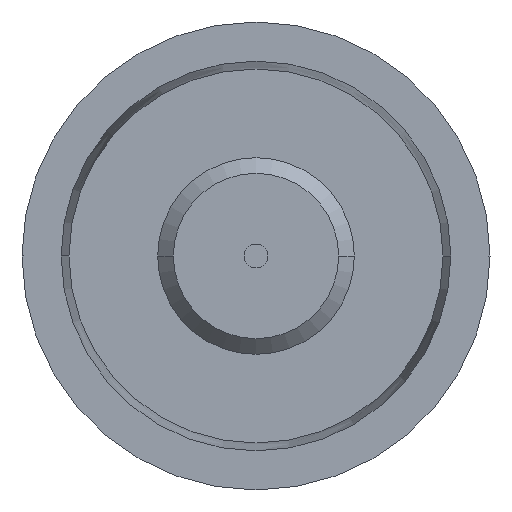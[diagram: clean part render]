
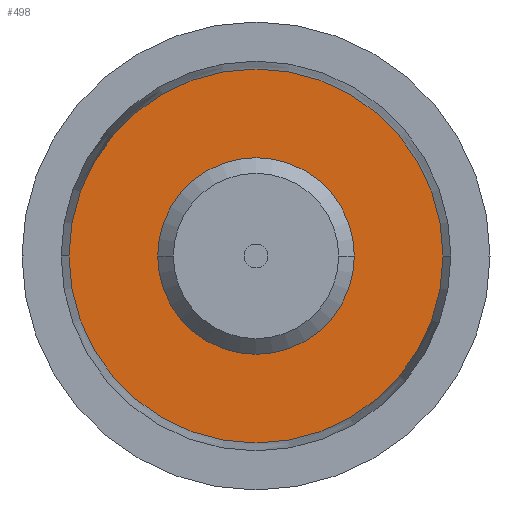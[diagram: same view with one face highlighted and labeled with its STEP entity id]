
A CAD part, front view. The second image highlights one B-rep face of the part: STEP entity #498.
In plain terms, the highlighted planar face has unit normal (0, -1, 0).
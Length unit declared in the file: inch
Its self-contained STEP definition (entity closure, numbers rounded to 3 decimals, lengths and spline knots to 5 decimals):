
#26 = EDGE_CURVE ( 'NONE', #323, #970, #178, .T. ) ;
#46 = EDGE_LOOP ( 'NONE', ( #886, #280 ) ) ;
#53 = CARTESIAN_POINT ( 'NONE',  ( 0.10433, 0., 0. ) ) ;
#76 = CIRCLE ( 'NONE', #717, 0.23601 ) ;
#95 = AXIS2_PLACEMENT_3D ( 'NONE', #403, #116, #770 ) ;
#116 = DIRECTION ( 'NONE',  ( 0., -1., 0. ) ) ;
#123 = EDGE_LOOP ( 'NONE', ( #912, #999 ) ) ;
#170 = CARTESIAN_POINT ( 'NONE',  ( 0.23601, 0., 0. ) ) ;
#178 = CIRCLE ( 'NONE', #1139, 0.23601 ) ;
#232 = CARTESIAN_POINT ( 'NONE',  ( -0.10433, 0., 0. ) ) ;
#240 = DIRECTION ( 'NONE',  ( 0., 1., 0. ) ) ;
#280 = ORIENTED_EDGE ( 'NONE', *, *, #1226, .F. ) ;
#323 = VERTEX_POINT ( 'NONE', #170 ) ;
#403 = CARTESIAN_POINT ( 'NONE',  ( -0.10433, 0., 0. ) ) ;
#433 = CIRCLE ( 'NONE', #756, 0.10433 ) ;
#448 = EDGE_CURVE ( 'NONE', #738, #635, #1036, .T. ) ;
#486 = PLANE ( 'NONE',  #95 ) ;
#498 = ADVANCED_FACE ( 'NONE', ( #1240, #658 ), #486, .T. ) ;
#635 = VERTEX_POINT ( 'NONE', #232 ) ;
#640 = DIRECTION ( 'NONE',  ( 0., 1., 0. ) ) ;
#658 = FACE_OUTER_BOUND ( 'NONE', #46, .T. ) ;
#675 = CARTESIAN_POINT ( 'NONE',  ( -0.23601, 0., 0. ) ) ;
#706 = DIRECTION ( 'NONE',  ( -1., 0., 0. ) ) ;
#717 = AXIS2_PLACEMENT_3D ( 'NONE', #721, #1209, #915 ) ;
#721 = CARTESIAN_POINT ( 'NONE',  ( 0., 0., 0. ) ) ;
#725 = EDGE_CURVE ( 'NONE', #635, #738, #433, .T. ) ;
#738 = VERTEX_POINT ( 'NONE', #53 ) ;
#756 = AXIS2_PLACEMENT_3D ( 'NONE', #1201, #240, #706 ) ;
#770 = DIRECTION ( 'NONE',  ( 1., 0., 0. ) ) ;
#886 = ORIENTED_EDGE ( 'NONE', *, *, #26, .F. ) ;
#912 = ORIENTED_EDGE ( 'NONE', *, *, #725, .T. ) ;
#915 = DIRECTION ( 'NONE',  ( -1., 0., 0. ) ) ;
#958 = AXIS2_PLACEMENT_3D ( 'NONE', #1137, #1131, #1235 ) ;
#970 = VERTEX_POINT ( 'NONE', #675 ) ;
#999 = ORIENTED_EDGE ( 'NONE', *, *, #448, .T. ) ;
#1010 = DIRECTION ( 'NONE',  ( -1., 0., 0. ) ) ;
#1014 = CARTESIAN_POINT ( 'NONE',  ( 0., 0., 0. ) ) ;
#1036 = CIRCLE ( 'NONE', #958, 0.10433 ) ;
#1131 = DIRECTION ( 'NONE',  ( 0., 1., 0. ) ) ;
#1137 = CARTESIAN_POINT ( 'NONE',  ( 0., 0., 0. ) ) ;
#1139 = AXIS2_PLACEMENT_3D ( 'NONE', #1014, #640, #1010 ) ;
#1201 = CARTESIAN_POINT ( 'NONE',  ( 0., 0., 0. ) ) ;
#1209 = DIRECTION ( 'NONE',  ( 0., 1., 0. ) ) ;
#1226 = EDGE_CURVE ( 'NONE', #970, #323, #76, .T. ) ;
#1235 = DIRECTION ( 'NONE',  ( -1., 0., 0. ) ) ;
#1240 = FACE_BOUND ( 'NONE', #123, .T. ) ;
